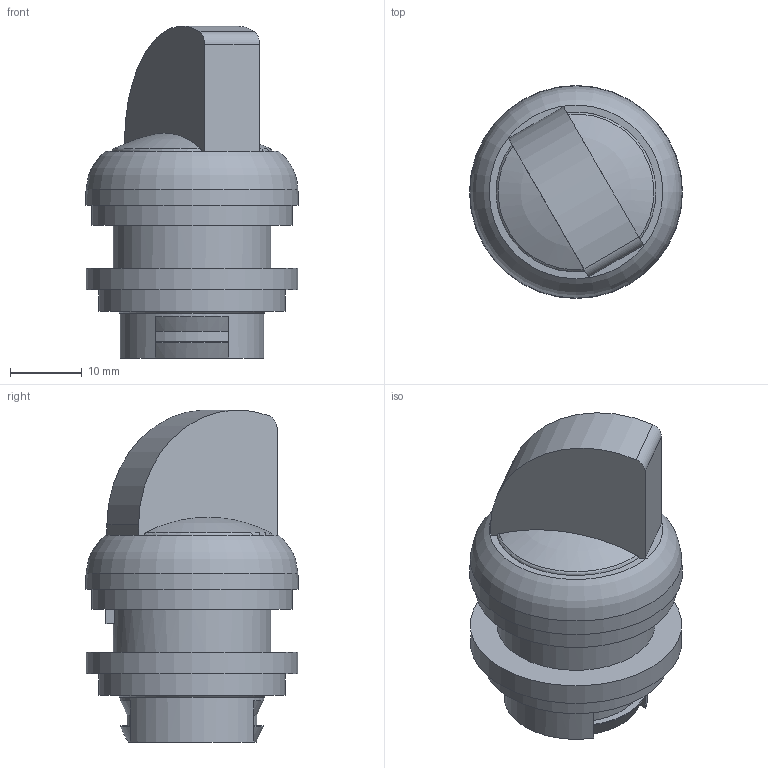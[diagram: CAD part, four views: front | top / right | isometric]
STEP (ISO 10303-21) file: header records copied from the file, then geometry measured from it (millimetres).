
FILE_DESCRIPTION( ( 'STEP AP203' ), '1' );
FILE_NAME( '284393_2_03.stp', ' ', ( ' ' ), ( ' ' ), 'PSStep 15.0.47', 'PARTsolutions', ' ' );
FILE_SCHEMA( ( 'CONFIG_CONTROL_DESIGN' ) );
Length unit declared in the file: millimetre
Products named in the file (1): HI_284393
Bounding box: 29.7 x 29.7 x 46.3 mm (x, y, z)
Volume: 17563.7 mm3; surface area: 4975.7 mm2
Topology: 1 solids, 1 shells, 49 faces, 113 edges, 75 vertices
Faces by surface type: plane 29, cylinder 9, cone 6, torus 3, sphere 2
Full cylindrical faces by diameter (mm): 20 x1, 22 x1, 26 x1, 28 x1, 29.5 x1
Entity records: 1407 total; most frequent: CARTESIAN_POINT 270, DIRECTION 233, ORIENTED_EDGE 206, EDGE_CURVE 103, AXIS2_PLACEMENT_3D 92, VERTEX_POINT 73, EDGE_LOOP 66, FACE_OUTER_BOUND 55
